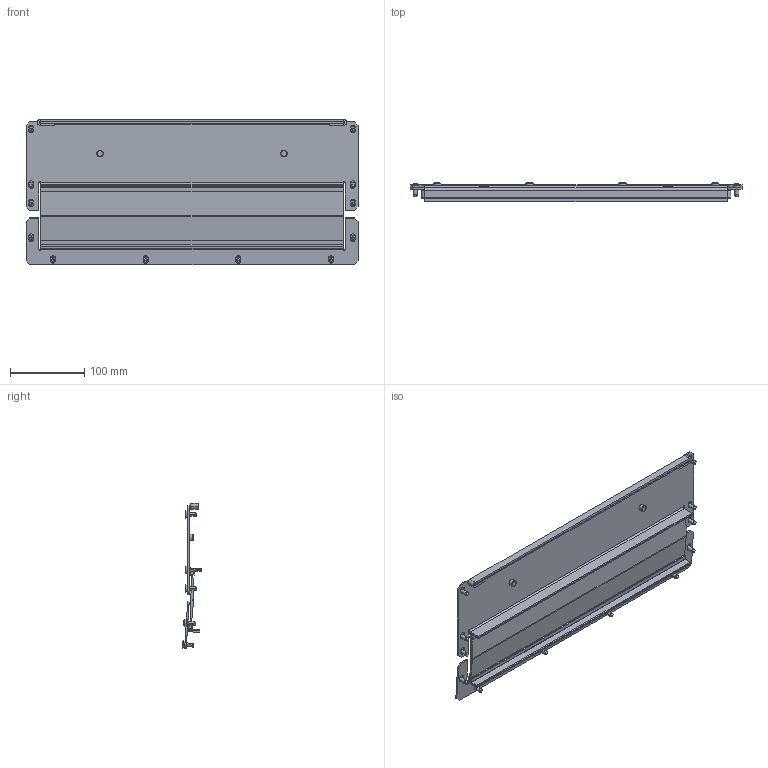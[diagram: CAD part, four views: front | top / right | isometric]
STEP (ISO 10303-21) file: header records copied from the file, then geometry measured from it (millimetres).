
FILE_DESCRIPTION (( 'STEP AP203' ), '1' );
FILE_NAME ('UR55401200100 Ïàíåëü ñ ùåòî÷íûì ââîäîì êîíöåâàÿ 200 ìì RS52 00.100 (000.801.737).STEP', '2022-04-14T07:36:57', ( '' ), ( '' ), 'SwSTEP 2.0', 'SolidWorks 2017', '' );
FILE_SCHEMA (( 'CONFIG_CONTROL_DESIGN' ));
Length unit declared in the file: millimetre
Products named in the file (10): 044-99 椓襚趌03 (408 洵) 00.55; 000.130.518 Ïàíåëü ñ ù¸òî÷íûì ââîäîì êîíöåâàÿ RS52; Óïëîòíèòåëü 3õ10 ïàíåëåé îñíîâàíèÿ Ó_06 (00.55); Âèíò DIN 7500 C TORX_Œ5å12; UR55401200100 Ïàíåëü ñ ùåòî÷íûì ââîäîì êîíöåâàÿ 200 ìì RS52 00.100 (000.801.737); 000.130.517 Ïàíåëü ñ ù¸òî÷íûì ââîäîì êîíöåâàÿ RS52; 003-545 ïàíåëü îñíîâàíèÿ RS52_03 (00.55); Ñêîò÷ äâóõñòîðîííèé äëÿ ù¸òî÷íîãî ââîäà_408; ч蜱齁罻 ST-9; 003-546 Ïàíåëü îñíîâàíèÿ RS52_00 (00.55)
Assembly tree (23 placements, depth 3):
  UR55401200100 Ïàíåëü ñ ùåòî÷íûì ââîäîì êîíöåâàÿ 200 ìì RS52 00.100 (000.801.737)
    000.130.518 Ïàíåëü ñ ù¸òî÷íûì ââîäîì êîíöåâàÿ RS52
      003-546 Ïàíåëü îñíîâàíèÿ RS52_00 (00.55)
      Ñêîò÷ äâóõñòîðîííèé äëÿ ù¸òî÷íîãî ââîäà_408
      044-99 椓襚趌03 (408 洵) 00.55
      ч蜱齁罻 ST-9  x2
      Óïëîòíèòåëü 3õ10 ïàíåëåé îñíîâàíèÿ Ó_06 (00.55)
    000.130.517 Ïàíåëü ñ ù¸òî÷íûì ââîäîì êîíöåâàÿ RS52
      003-545 ïàíåëü îñíîâàíèÿ RS52_03 (00.55)
      Ñêîò÷ äâóõñòîðîííèé äëÿ ù¸òî÷íîãî ââîäà_408
      044-99 椓襚趌03 (408 洵) 00.55
    Âèíò DIN 7500 C TORX_Œ5å12  x12
Bounding box: 448 x 26.68 x 196 mm (x, y, z)
Volume: 287277.6 mm3; surface area: 309548.5 mm2
Topology: 23 solids, 23 shells, 770 faces, 2040 edges, 1332 vertices
Faces by surface type: plane 384, cylinder 294, cone 52, sphere 24, torus 16
Entity records: 9399 total; most frequent: CARTESIAN_POINT 1487, DIRECTION 1408, ORIENTED_EDGE 1318, EDGE_CURVE 659, AXIS2_PLACEMENT_3D 489, VECTOR 430, LINE 430, VERTEX_POINT 422
